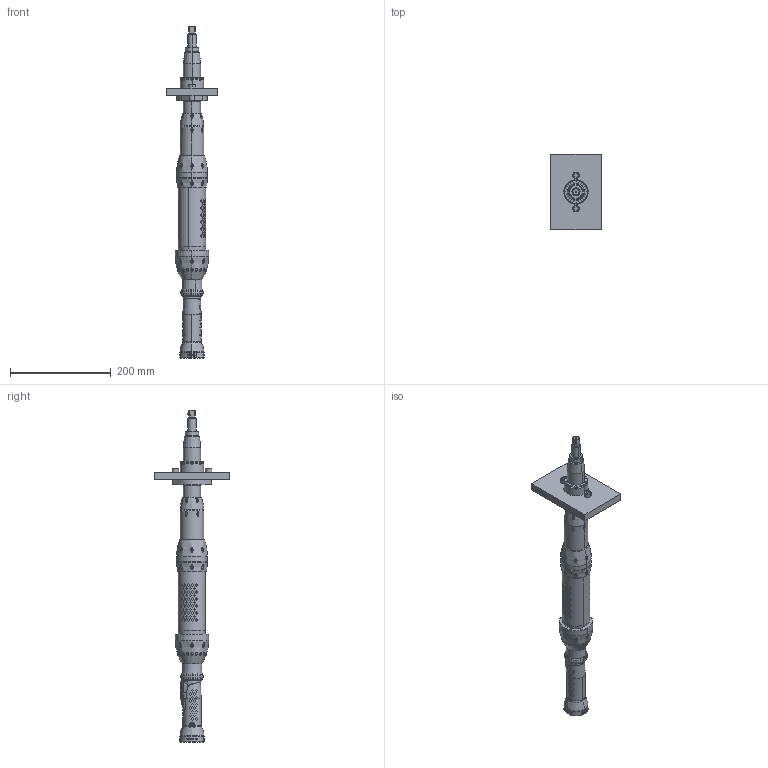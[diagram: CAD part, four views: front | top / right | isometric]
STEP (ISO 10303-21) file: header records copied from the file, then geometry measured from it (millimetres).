
FILE_DESCRIPTION((''),'2;1');
FILE_NAME('EXT_COMP_SW0002','2024-01-11T13:30:10',('a00520337'),(''),'CREO PARAMETRIC BY PTC INC, 2022414','CREO PARAMETRIC BY PTC INC, 2022414','');
FILE_SCHEMA(('CONFIG_CONTROL_DESIGN','GEOMETRIC_VALIDATION_PROPERTIES_MIM'));
Products named in the file (1): EXT_COMP_SW0002
Bounding box: 100 x 150 x 657.55 mm (x, y, z)
Volume: 1312745.6 mm3; surface area: 144170 mm2
Topology: 1 solids, 1 shells, 2755 faces, 7328 edges, 4807 vertices
Faces by surface type: bspline 954, plane 829, cylinder 358, cone 255, extrusion 204, torus 136, revolution 17, sphere 2
Entity records: 193871 total; most frequent: CARTESIAN_POINT 117701, ORIENTED_EDGE 14636, DIRECTION 7333, EDGE_CURVE 7318, VERTEX_POINT 4801, B_SPLINE_CURVE_WITH_KNOTS 4409, EDGE_LOOP 3013, FACE_OUTER_BOUND 2755
